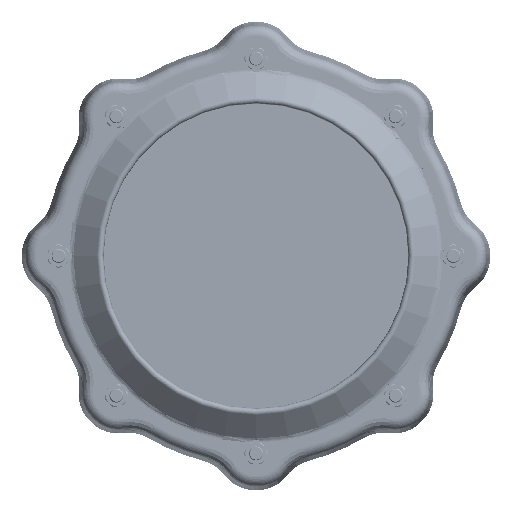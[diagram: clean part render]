
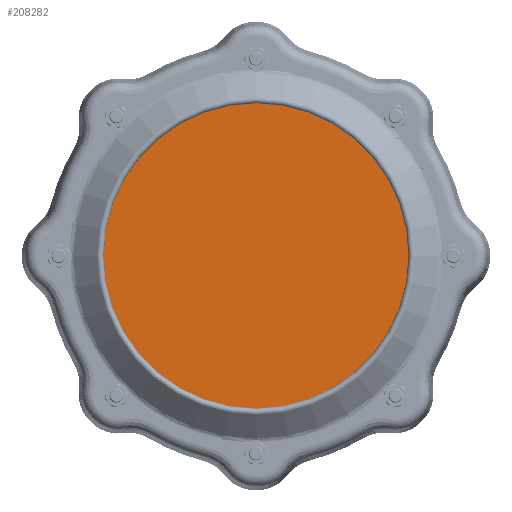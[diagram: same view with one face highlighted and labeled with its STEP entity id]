
A CAD part, left-side view. The second image highlights one B-rep face of the part: STEP entity #208282.
In plain terms, the highlighted planar face has unit normal (-1, 0, 0).
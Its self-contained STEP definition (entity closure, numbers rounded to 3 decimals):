
#17457 = ORIENTED_EDGE ( 'NONE', *, *, #180418, .F. ) ;
#32221 = DIRECTION ( 'NONE',  ( 0., 0., -1. ) ) ;
#42350 = FACE_OUTER_BOUND ( 'NONE', #282758, .T. ) ;
#55045 = CARTESIAN_POINT ( 'NONE',  ( -212.742, 172.5, 0. ) ) ;
#79682 = AXIS2_PLACEMENT_3D ( 'NONE', #218890, #268328, #243061 ) ;
#88115 = DIRECTION ( 'NONE',  ( 0., 0., -1. ) ) ;
#90674 = CARTESIAN_POINT ( 'NONE',  ( -212.742, 0., 172.5 ) ) ;
#141884 = AXIS2_PLACEMENT_3D ( 'NONE', #157385, #159635, #32221 ) ;
#157385 = CARTESIAN_POINT ( 'NONE',  ( -212.742, 0., 0. ) ) ;
#159635 = DIRECTION ( 'NONE',  ( 1., 0., 0. ) ) ;
#180418 = EDGE_CURVE ( 'NONE', #339274, #267319, #267293, .T. ) ;
#203336 = CARTESIAN_POINT ( 'NONE',  ( -212.742, 0., -172.5 ) ) ;
#208282 = ADVANCED_FACE ( 'NONE', ( #42350 ), #211132, .F. ) ;
#211132 = PLANE ( 'NONE',  #335560 ) ;
#218890 = CARTESIAN_POINT ( 'NONE',  ( -212.742, 0., 0. ) ) ;
#224235 = EDGE_CURVE ( 'NONE', #267319, #339274, #232938, .T. ) ;
#232938 = CIRCLE ( 'NONE', #141884, 172.5 ) ;
#243061 = DIRECTION ( 'NONE',  ( 0., 0., -1. ) ) ;
#243097 = ORIENTED_EDGE ( 'NONE', *, *, #224235, .F. ) ;
#246624 = DIRECTION ( 'NONE',  ( 1., 0., 0. ) ) ;
#267293 = CIRCLE ( 'NONE', #79682, 172.5 ) ;
#267319 = VERTEX_POINT ( 'NONE', #90674 ) ;
#268328 = DIRECTION ( 'NONE',  ( 1., 0., 0. ) ) ;
#282758 = EDGE_LOOP ( 'NONE', ( #243097, #17457 ) ) ;
#335560 = AXIS2_PLACEMENT_3D ( 'NONE', #55045, #246624, #88115 ) ;
#339274 = VERTEX_POINT ( 'NONE', #203336 ) ;
